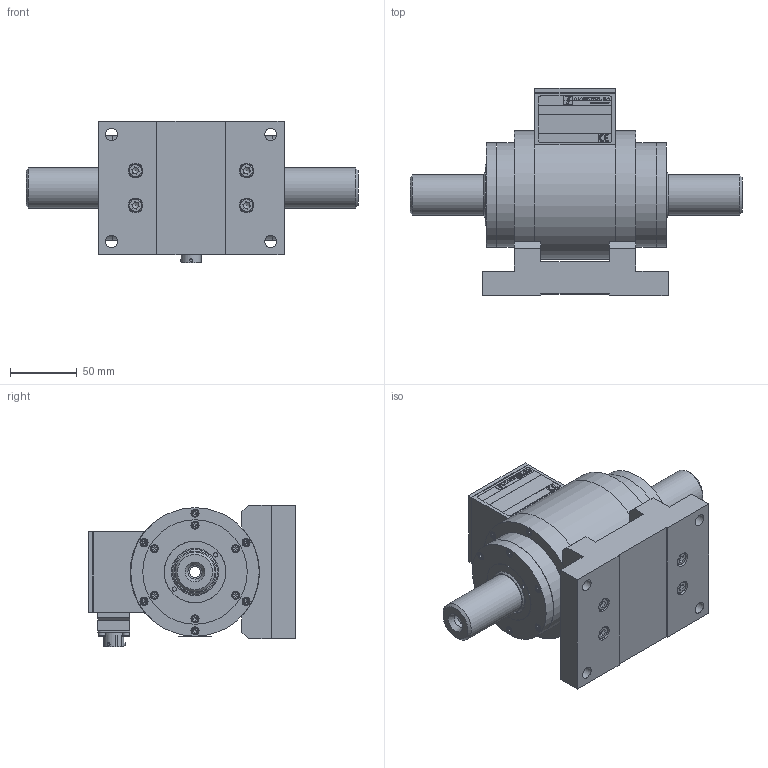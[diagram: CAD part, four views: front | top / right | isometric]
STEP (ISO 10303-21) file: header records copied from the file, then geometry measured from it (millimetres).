
FILE_DESCRIPTION (( 'STEP AP203' ), '1' );
FILE_NAME ('415-313-000-011_EF.STEP', '2014-05-27T07:27:21', ( 'ajoy' ), ( 'Microsoft' ), 'SwSTEP 2.0', 'SolidWorks 2014', '' );
FILE_SCHEMA (( 'CONFIG_CONTROL_DESIGN' ));
Products named in the file (1): 415-313-000-011_EF
Bounding box: 248 x 154.5 x 106 mm (x, y, z)
Surface area: 142600.4 mm2 (no closed solid volume)
Topology: 0 solids, 188 shells, 677 faces, 5158 edges, 4596 vertices
Faces by surface type: plane 498, cylinder 91, cone 46, torus 32, sphere 6, bspline 4
Full cylindrical faces by diameter (mm): 1 x6, 2 x3, 3.1 x4, 4 x1, 5.5 x4, 6 x28, 8.5 x1, 9 x4, 10.5 x2, 11 x4, 15 x1, 30 x2, 46 x2, 78 x4, 96 x3
Entity records: 57760 total; most frequent: CARTESIAN_POINT 24820, ORIENTED_EDGE 5772, DIRECTION 5038, EDGE_CURVE 4937, VERTEX_POINT 4536, VECTOR 2758, LINE 2758, B_SPLINE_CURVE_WITH_KNOTS 1713
